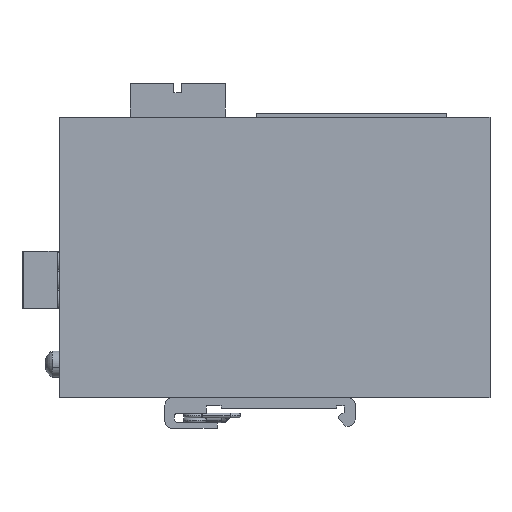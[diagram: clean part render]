
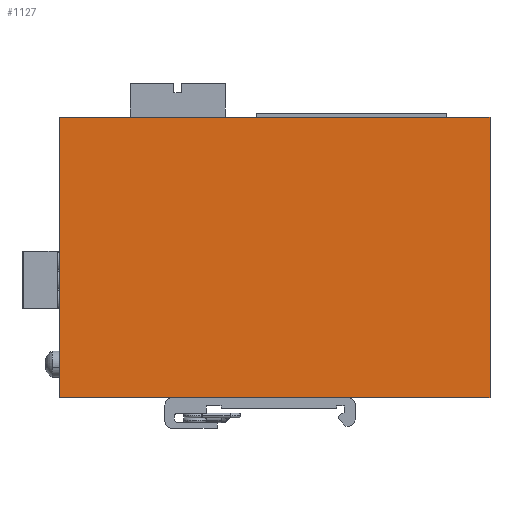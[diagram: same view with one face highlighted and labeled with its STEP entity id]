
A CAD part, left-side view. The second image highlights one B-rep face of the part: STEP entity #1127.
In plain terms, the highlighted planar face has unit normal (-1, 0, 0).
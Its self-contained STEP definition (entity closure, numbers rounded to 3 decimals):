
#1106=AXIS2_PLACEMENT_3D('Plane Axis2P3D',#1103,#1104,#1105) ;
#40=CARTESIAN_POINT('Vertex',(0.,0.,8.2)) ;
#45=CARTESIAN_POINT('Line Origine',(0.,57.5,8.2)) ;
#49=CARTESIAN_POINT('Vertex',(0.,115.,8.2)) ;
#849=CARTESIAN_POINT('Line Origine',(0.,115.,45.65)) ;
#853=CARTESIAN_POINT('Vertex',(0.,115.,83.1)) ;
#1083=CARTESIAN_POINT('Line Origine',(0.,115.,83.15)) ;
#1087=CARTESIAN_POINT('Vertex',(0.,115.,83.2)) ;
#1103=CARTESIAN_POINT('Axis2P3D Location',(0.,0.,8.2)) ;
#1108=CARTESIAN_POINT('Line Origine',(0.,0.,45.7)) ;
#1112=CARTESIAN_POINT('Vertex',(0.,0.,83.2)) ;
#1115=CARTESIAN_POINT('Line Origine',(0.,57.5,83.2)) ;
#46=DIRECTION('Vector Direction',(0.,1.,0.)) ;
#850=DIRECTION('Vector Direction',(0.,0.,1.)) ;
#1084=DIRECTION('Vector Direction',(0.,0.,-1.)) ;
#1104=DIRECTION('Axis2P3D Direction',(-1.,0.,0.)) ;
#1105=DIRECTION('Axis2P3D XDirection',(0.,0.,1.)) ;
#1109=DIRECTION('Vector Direction',(0.,0.,1.)) ;
#1116=DIRECTION('Vector Direction',(0.,1.,0.)) ;
#47=VECTOR('Line Direction',#46,1.) ;
#851=VECTOR('Line Direction',#850,1.) ;
#1085=VECTOR('Line Direction',#1084,1.) ;
#1110=VECTOR('Line Direction',#1109,1.) ;
#1117=VECTOR('Line Direction',#1116,1.) ;
#1121=ORIENTED_EDGE('',*,*,#51,.F.) ;
#1122=ORIENTED_EDGE('',*,*,#1114,.F.) ;
#1123=ORIENTED_EDGE('',*,*,#1119,.T.) ;
#1124=ORIENTED_EDGE('',*,*,#1089,.F.) ;
#1125=ORIENTED_EDGE('',*,*,#855,.F.) ;
#1127=ADVANCED_FACE('SWITCH',(#1126),#1107,.T.) ;
#51=EDGE_CURVE('',#41,#50,#48,.T.) ;
#855=EDGE_CURVE('',#50,#854,#852,.T.) ;
#1089=EDGE_CURVE('',#854,#1088,#1086,.F.) ;
#1114=EDGE_CURVE('',#1113,#41,#1111,.F.) ;
#1119=EDGE_CURVE('',#1113,#1088,#1118,.T.) ;
#1120=EDGE_LOOP('',(#1121,#1122,#1123,#1124,#1125)) ;
#1126=FACE_OUTER_BOUND('',#1120,.T.) ;
#48=LINE('Line',#45,#47) ;
#852=LINE('Line',#849,#851) ;
#1086=LINE('Line',#1083,#1085) ;
#1111=LINE('Line',#1108,#1110) ;
#1118=LINE('Line',#1115,#1117) ;
#1107=PLANE('',#1106) ;
#41=VERTEX_POINT('',#40) ;
#50=VERTEX_POINT('',#49) ;
#854=VERTEX_POINT('',#853) ;
#1088=VERTEX_POINT('',#1087) ;
#1113=VERTEX_POINT('',#1112) ;
